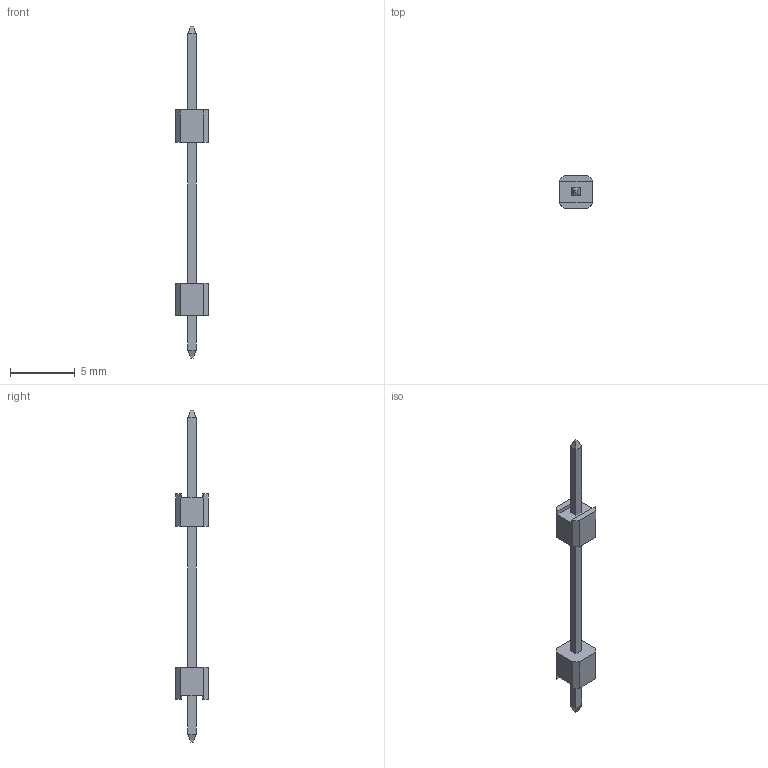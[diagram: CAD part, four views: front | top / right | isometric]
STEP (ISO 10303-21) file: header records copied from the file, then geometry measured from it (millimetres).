
FILE_DESCRIPTION (( 'STEP AP214' ), '1' );
FILE_NAME ('3M_961401DBAN-M71RC.STEP', '2015-12-18T11:24:02', ( 'pomocnik' ), ( '' ), 'SwSTEP 2.0', 'SolidWorks 2012', '' );
FILE_SCHEMA (( 'AUTOMOTIVE_DESIGN' ));
Length unit declared in the file: millimetre
Products named in the file (1): 3M_961401DBAN-M71RC
Bounding box: 2.54 x 2.54 x 25.7 mm (x, y, z)
Volume: 37.7 mm3; surface area: 130.5 mm2
Topology: 2 solids, 2 shells, 46 faces, 112 edges, 72 vertices
Faces by surface type: plane 46
Entity records: 1861 total; most frequent: CARTESIAN_POINT 231, ORIENTED_EDGE 224, DIRECTION 206, EDGE_CURVE 112, LINE 112, VECTOR 112, VERTEX_POINT 72, UNCERTAINTY_MEASURE_WITH_UNIT 50
